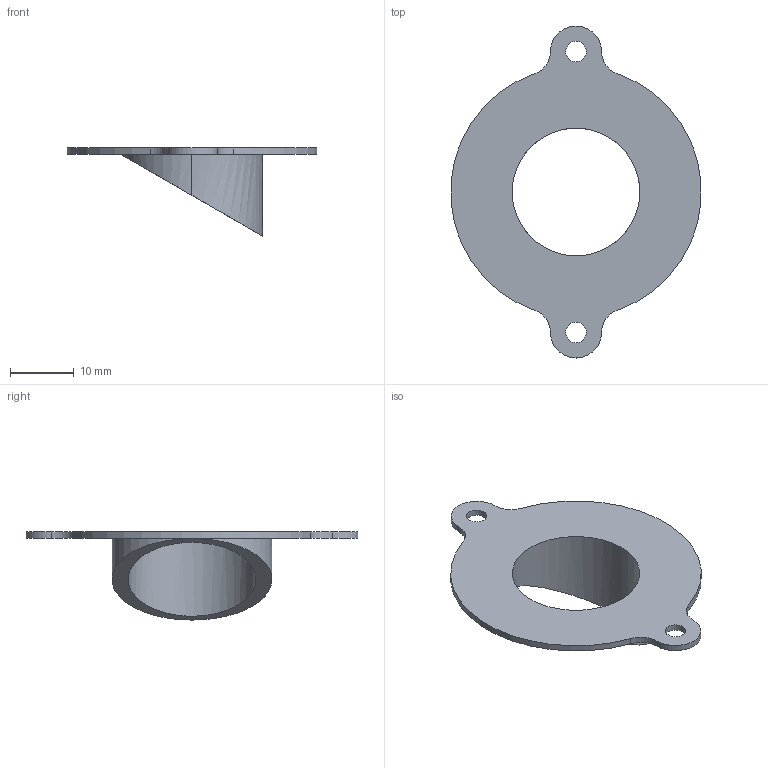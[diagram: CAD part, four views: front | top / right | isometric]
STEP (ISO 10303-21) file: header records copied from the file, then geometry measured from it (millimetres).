
FILE_DESCRIPTION(/* description */ (''),/* implementation_level */ '2;1');
FILE_NAME(/* name */ 'Assembly Atom Trap_Component100_v1.step',/* time_stamp */ '2024-02-15T15:49:35-05:00',/* author */ (''),/* organization */ (''),/* preprocessor_version */ 'ST-DEVELOPER v20',/* originating_system */ 'Autodesk Translation Framework v12.20.1.177',/* authorisation */ '');
FILE_SCHEMA (('AUTOMOTIVE_DESIGN { 1 0 10303 214 3 1 1 }'));
Length unit declared in the file: inch
Products named in the file (1): Assembly Atom Trap_Component100
Bounding box: 39.15 x 52 x 13.8 mm (x, y, z)
Volume: 1761.3 mm3; surface area: 3077.2 mm2
Topology: 1 solids, 1 shells, 16 faces, 39 edges, 26 vertices
Faces by surface type: cylinder 11, plane 3, bspline 2
Full cylindrical faces by diameter (mm): 3.2 x2, 20 x1
Entity records: 648 total; most frequent: CARTESIAN_POINT 212, DIRECTION 87, ORIENTED_EDGE 78, EDGE_CURVE 39, AXIS2_PLACEMENT_3D 37, VERTEX_POINT 26, EDGE_LOOP 23, CIRCLE 21
